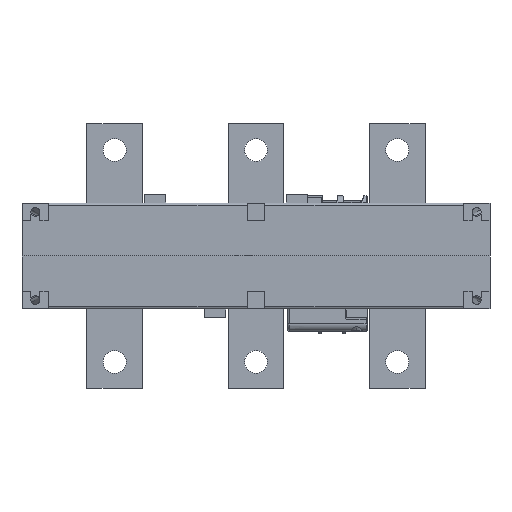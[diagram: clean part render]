
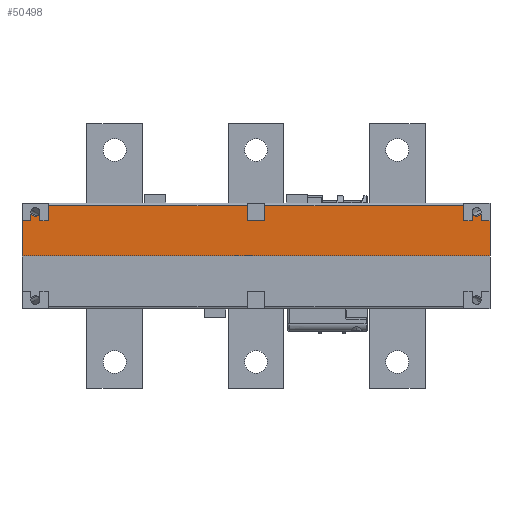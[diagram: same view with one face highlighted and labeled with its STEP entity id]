
A CAD part, front view. The second image highlights one B-rep face of the part: STEP entity #50498.
In plain terms, the highlighted planar face has unit normal (0, -1, 0).
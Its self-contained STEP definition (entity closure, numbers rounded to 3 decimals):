
#43400=DIRECTION('',(-1.,0.,0.));
#43401=VECTOR('',#43400,112.5);
#43402=CARTESIAN_POINT('',(35.649,-113.829,
118.793));
#43403=LINE('',#43402,#43401);
#43429=DIRECTION('',(0.,0.,-1.));
#43430=VECTOR('',#43429,8.5);
#43431=CARTESIAN_POINT('',(35.649,-113.829,
118.793));
#43432=LINE('',#43431,#43430);
#43436=DIRECTION('',(1.,0.,0.));
#43437=VECTOR('',#43436,5.);
#43438=CARTESIAN_POINT('',(35.649,-113.829,
110.293));
#43439=LINE('',#43438,#43437);
#43443=CARTESIAN_POINT('',(43.149,-113.829,
115.293));
#43444=DIRECTION('',(0.,-1.,0.));
#43445=DIRECTION('',(-1.,0.,0.));
#43446=AXIS2_PLACEMENT_3D('',#43443,#43444,#43445);
#43451=CARTESIAN_POINT('',(43.149,-113.829,
115.293));
#43452=DIRECTION('',(0.,-1.,0.));
#43453=DIRECTION('',(0.,0.,-1.));
#43454=AXIS2_PLACEMENT_3D('',#43451,#43452,#43453);
#43459=DIRECTION('',(1.,0.,0.));
#43460=VECTOR('',#43459,5.);
#43461=CARTESIAN_POINT('',(45.649,-113.829,
110.293));
#43462=LINE('',#43461,#43460);
#43466=DIRECTION('',(0.,0.,-1.));
#43467=VECTOR('',#43466,20.);
#43468=CARTESIAN_POINT('',(50.649,-113.829,
110.293));
#43469=LINE('',#43468,#43467);
#43473=DIRECTION('',(1.,0.,0.));
#43474=VECTOR('',#43473,5.);
#43475=CARTESIAN_POINT('',(-214.351,-113.829,
110.293));
#43476=LINE('',#43475,#43474);
#43480=CARTESIAN_POINT('',(-206.851,-113.829,
115.293));
#43481=DIRECTION('',(0.,-1.,0.));
#43482=DIRECTION('',(-1.,0.,0.));
#43483=AXIS2_PLACEMENT_3D('',#43480,#43481,#43482);
#43488=CARTESIAN_POINT('',(-206.851,-113.829,
115.293));
#43489=DIRECTION('',(0.,-1.,0.));
#43490=DIRECTION('',(0.,0.,-1.));
#43491=AXIS2_PLACEMENT_3D('',#43488,#43489,#43490);
#43496=DIRECTION('',(1.,0.,0.));
#43497=VECTOR('',#43496,5.);
#43498=CARTESIAN_POINT('',(-204.351,-113.829,
110.293));
#43499=LINE('',#43498,#43497);
#43503=DIRECTION('',(0.,0.,1.));
#43504=VECTOR('',#43503,8.5);
#43505=CARTESIAN_POINT('',(-199.351,-113.829,
110.293));
#43506=LINE('',#43505,#43504);
#43510=DIRECTION('',(0.,0.,-1.));
#43511=VECTOR('',#43510,8.5);
#43512=CARTESIAN_POINT('',(-86.851,-113.829,
118.793));
#43513=LINE('',#43512,#43511);
#43517=DIRECTION('',(1.,0.,0.));
#43518=VECTOR('',#43517,10.);
#43519=CARTESIAN_POINT('',(-86.851,-113.829,
110.293));
#43520=LINE('',#43519,#43518);
#43524=DIRECTION('',(0.,0.,1.));
#43525=VECTOR('',#43524,8.5);
#43526=CARTESIAN_POINT('',(-76.851,-113.829,
110.293));
#43527=LINE('',#43526,#43525);
#43590=DIRECTION('',(0.,0.,-1.));
#43591=VECTOR('',#43590,5.);
#43592=CARTESIAN_POINT('',(40.649,-113.829,
115.293));
#43593=LINE('',#43592,#43591);
#44518=DIRECTION('',(0.,0.,-1.));
#44519=VECTOR('',#44518,5.);
#44520=CARTESIAN_POINT('',(-209.351,-113.829,
115.293));
#44521=LINE('',#44520,#44519);
#44574=DIRECTION('',(0.,0.,-1.));
#44575=VECTOR('',#44574,20.);
#44576=CARTESIAN_POINT('',(-214.351,-113.829,
110.293));
#44577=LINE('',#44576,#44575);
#45024=DIRECTION('',(1.,0.,0.));
#45025=VECTOR('',#45024,265.);
#45026=CARTESIAN_POINT('',(-214.351,-113.829,
90.293));
#45027=LINE('',#45026,#45025);
#45426=DIRECTION('',(0.,0.,1.));
#45427=VECTOR('',#45426,5.);
#45428=CARTESIAN_POINT('',(45.649,-113.829,
110.293));
#45429=LINE('',#45428,#45427);
#46758=DIRECTION('',(0.,0.,1.));
#46759=VECTOR('',#46758,5.);
#46760=CARTESIAN_POINT('',(-204.351,-113.829,
110.293));
#46761=LINE('',#46760,#46759);
#46772=DIRECTION('',(-1.,0.,0.));
#46773=VECTOR('',#46772,112.5);
#46774=CARTESIAN_POINT('',(-86.851,-113.829,
118.793));
#46775=LINE('',#46774,#46773);
#49173=CARTESIAN_POINT('',(-76.851,-113.829,
118.793));
#49174=VERTEX_POINT('',#49173);
#49175=CARTESIAN_POINT('',(35.649,-113.829,
118.793));
#49176=VERTEX_POINT('',#49175);
#49177=CARTESIAN_POINT('',(-76.851,-113.829,
110.293));
#49178=VERTEX_POINT('',#49177);
#49181=CARTESIAN_POINT('',(35.649,-113.829,
110.293));
#49182=VERTEX_POINT('',#49181);
#49183=CARTESIAN_POINT('',(40.649,-113.829,
110.293));
#49184=VERTEX_POINT('',#49183);
#49185=CARTESIAN_POINT('',(40.649,-113.829,
115.293));
#49186=VERTEX_POINT('',#49185);
#49187=CARTESIAN_POINT('',(43.149,-113.829,
112.793));
#49188=VERTEX_POINT('',#49187);
#49189=CARTESIAN_POINT('',(45.649,-113.829,
115.293));
#49190=VERTEX_POINT('',#49189);
#49191=CARTESIAN_POINT('',(45.649,-113.829,
110.293));
#49192=VERTEX_POINT('',#49191);
#49193=CARTESIAN_POINT('',(50.649,-113.829,
110.293));
#49194=VERTEX_POINT('',#49193);
#49195=CARTESIAN_POINT('',(50.649,-113.829,
90.293));
#49196=VERTEX_POINT('',#49195);
#49197=CARTESIAN_POINT('',(-214.351,-113.829,
90.293));
#49198=VERTEX_POINT('',#49197);
#49199=CARTESIAN_POINT('',(-214.351,-113.829,
110.293));
#49200=VERTEX_POINT('',#49199);
#49201=CARTESIAN_POINT('',(-209.351,-113.829,
110.293));
#49202=VERTEX_POINT('',#49201);
#49203=CARTESIAN_POINT('',(-209.351,-113.829,
115.293));
#49204=VERTEX_POINT('',#49203);
#49205=CARTESIAN_POINT('',(-206.851,-113.829,
112.793));
#49206=VERTEX_POINT('',#49205);
#49207=CARTESIAN_POINT('',(-204.351,-113.829,
115.293));
#49208=VERTEX_POINT('',#49207);
#49209=CARTESIAN_POINT('',(-204.351,-113.829,
110.293));
#49210=VERTEX_POINT('',#49209);
#49211=CARTESIAN_POINT('',(-199.351,-113.829,
110.293));
#49212=VERTEX_POINT('',#49211);
#49213=CARTESIAN_POINT('',(-199.351,-113.829,
118.793));
#49214=VERTEX_POINT('',#49213);
#49215=CARTESIAN_POINT('',(-86.851,-113.829,
118.793));
#49216=VERTEX_POINT('',#49215);
#49217=CARTESIAN_POINT('',(-86.851,-113.829,
110.293));
#49218=VERTEX_POINT('',#49217);
#50449=CARTESIAN_POINT('',(-214.351,-113.829,
120.293));
#50450=DIRECTION('',(0.,1.,0.));
#50451=DIRECTION('',(0.,0.,1.));
#50452=AXIS2_PLACEMENT_3D('',#50449,#50450,#50451);
#50453=PLANE('',#50452);
#50455=ORIENTED_EDGE('',*,*,#50454,.T.);
#50457=ORIENTED_EDGE('',*,*,#50456,.T.);
#50459=ORIENTED_EDGE('',*,*,#50458,.F.);
#50461=ORIENTED_EDGE('',*,*,#50460,.T.);
#50463=ORIENTED_EDGE('',*,*,#50462,.T.);
#50465=ORIENTED_EDGE('',*,*,#50464,.F.);
#50467=ORIENTED_EDGE('',*,*,#50466,.T.);
#50469=ORIENTED_EDGE('',*,*,#50468,.T.);
#50471=ORIENTED_EDGE('',*,*,#50470,.F.);
#50473=ORIENTED_EDGE('',*,*,#50472,.F.);
#50475=ORIENTED_EDGE('',*,*,#50474,.T.);
#50477=ORIENTED_EDGE('',*,*,#50476,.F.);
#50479=ORIENTED_EDGE('',*,*,#50478,.T.);
#50481=ORIENTED_EDGE('',*,*,#50480,.T.);
#50483=ORIENTED_EDGE('',*,*,#50482,.F.);
#50485=ORIENTED_EDGE('',*,*,#50484,.T.);
#50487=ORIENTED_EDGE('',*,*,#50486,.T.);
#50489=ORIENTED_EDGE('',*,*,#50488,.F.);
#50491=ORIENTED_EDGE('',*,*,#50490,.T.);
#50493=ORIENTED_EDGE('',*,*,#50492,.T.);
#50494=ORIENTED_EDGE('',*,*,#50431,.T.);
#50495=ORIENTED_EDGE('',*,*,#50414,.F.);
#50496=EDGE_LOOP('',(#50455,#50457,#50459,#50461,#50463,#50465,#50467,#50469,
#50471,#50473,#50475,#50477,#50479,#50481,#50483,#50485,#50487,#50489,#50491,
#50493,#50494,#50495));
#50497=FACE_OUTER_BOUND('',#50496,.F.);
#43447=CIRCLE('',#43446,2.5);
#43455=CIRCLE('',#43454,2.5);
#43484=CIRCLE('',#43483,2.5);
#43492=CIRCLE('',#43491,2.5);
#50414=EDGE_CURVE('',#49176,#49174,#43403,.T.);
#50431=EDGE_CURVE('',#49178,#49174,#43527,.T.);
#50454=EDGE_CURVE('',#49176,#49182,#43432,.T.);
#50456=EDGE_CURVE('',#49182,#49184,#43439,.T.);
#50458=EDGE_CURVE('',#49186,#49184,#43593,.T.);
#50460=EDGE_CURVE('',#49186,#49188,#43447,.T.);
#50462=EDGE_CURVE('',#49188,#49190,#43455,.T.);
#50464=EDGE_CURVE('',#49192,#49190,#45429,.T.);
#50466=EDGE_CURVE('',#49192,#49194,#43462,.T.);
#50468=EDGE_CURVE('',#49194,#49196,#43469,.T.);
#50470=EDGE_CURVE('',#49198,#49196,#45027,.T.);
#50472=EDGE_CURVE('',#49200,#49198,#44577,.T.);
#50474=EDGE_CURVE('',#49200,#49202,#43476,.T.);
#50476=EDGE_CURVE('',#49204,#49202,#44521,.T.);
#50478=EDGE_CURVE('',#49204,#49206,#43484,.T.);
#50480=EDGE_CURVE('',#49206,#49208,#43492,.T.);
#50482=EDGE_CURVE('',#49210,#49208,#46761,.T.);
#50484=EDGE_CURVE('',#49210,#49212,#43499,.T.);
#50486=EDGE_CURVE('',#49212,#49214,#43506,.T.);
#50488=EDGE_CURVE('',#49216,#49214,#46775,.T.);
#50490=EDGE_CURVE('',#49216,#49218,#43513,.T.);
#50492=EDGE_CURVE('',#49218,#49178,#43520,.T.);
#50498=ADVANCED_FACE('',(#50497),#50453,.F.);
